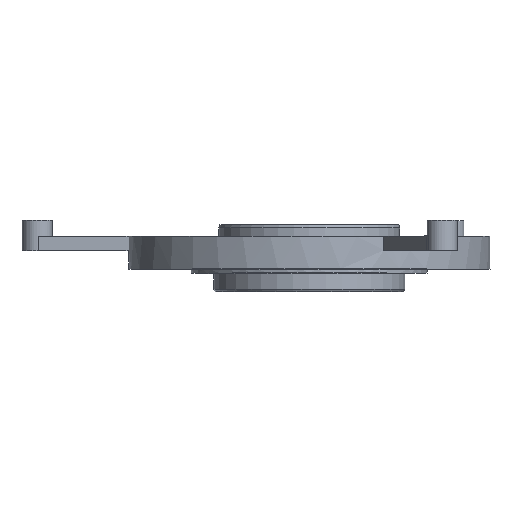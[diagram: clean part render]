
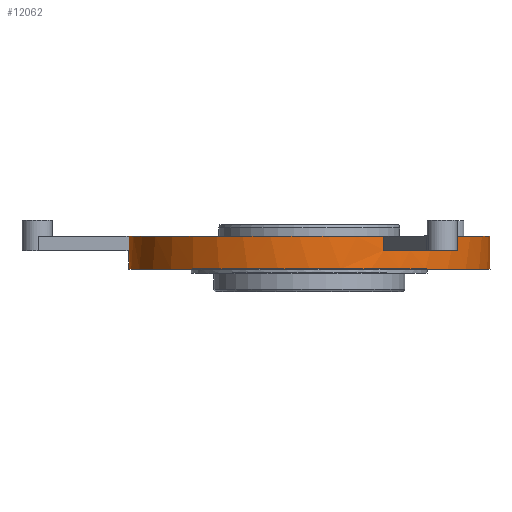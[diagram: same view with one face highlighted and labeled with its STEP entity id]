
A CAD part, top view. The second image highlights one B-rep face of the part: STEP entity #12062.
In plain terms, the highlighted cylindrical face has radius 60 mm (diameter 120 mm), a full revolution.
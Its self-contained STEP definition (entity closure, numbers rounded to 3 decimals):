
#499=CIRCLE('',#12747,60.);
#500=CIRCLE('',#12748,60.);
#501=CIRCLE('',#12749,60.);
#502=CIRCLE('',#12750,60.);
#503=CIRCLE('',#12751,60.);
#504=CIRCLE('',#12752,60.);
#505=CIRCLE('',#12753,60.);
#506=CIRCLE('',#12754,60.);
#1517=CYLINDRICAL_SURFACE('',#12746,60.);
#1998=FACE_OUTER_BOUND('',#2665,.T.);
#2665=EDGE_LOOP('',(#8040,#8041,#8042,#8043,#8044,#8045,#8046,#8047,#8048,
#8049,#8050,#8051,#8052,#8053,#8054,#8055));
#3358=LINE('',#18035,#4035);
#3361=LINE('',#18043,#4038);
#3362=LINE('',#18047,#4039);
#3363=LINE('',#18051,#4040);
#3364=LINE('',#18055,#4041);
#3365=LINE('',#18060,#4042);
#3366=LINE('',#18064,#4043);
#4035=VECTOR('',#14285,10.);
#4038=VECTOR('',#14292,10.);
#4039=VECTOR('',#14295,10.);
#4040=VECTOR('',#14298,10.);
#4041=VECTOR('',#14301,35.);
#4042=VECTOR('',#14306,10.);
#4043=VECTOR('',#14309,10.);
#4711=VERTEX_POINT('',#18031);
#4713=VERTEX_POINT('',#18034);
#4715=VERTEX_POINT('',#18040);
#4716=VERTEX_POINT('',#18042);
#4717=VERTEX_POINT('',#18044);
#4718=VERTEX_POINT('',#18046);
#4719=VERTEX_POINT('',#18048);
#4720=VERTEX_POINT('',#18050);
#4721=VERTEX_POINT('',#18052);
#4722=VERTEX_POINT('',#18054);
#4723=VERTEX_POINT('',#18057);
#4724=VERTEX_POINT('',#18059);
#4725=VERTEX_POINT('',#18061);
#4726=VERTEX_POINT('',#18063);
#6042=EDGE_CURVE('',#4713,#4711,#3358,.T.);
#6045=EDGE_CURVE('',#4711,#4715,#499,.T.);
#6046=EDGE_CURVE('',#4715,#4716,#3361,.T.);
#6047=EDGE_CURVE('',#4717,#4716,#500,.F.);
#6048=EDGE_CURVE('',#4717,#4718,#3362,.T.);
#6049=EDGE_CURVE('',#4718,#4719,#501,.T.);
#6050=EDGE_CURVE('',#4719,#4720,#3363,.T.);
#6051=EDGE_CURVE('',#4721,#4720,#502,.F.);
#6052=EDGE_CURVE('',#4721,#4722,#3364,.T.);
#6053=EDGE_CURVE('',#4722,#4722,#503,.T.);
#6054=EDGE_CURVE('',#4723,#4721,#504,.F.);
#6055=EDGE_CURVE('',#4724,#4723,#3365,.T.);
#6056=EDGE_CURVE('',#4724,#4725,#505,.T.);
#6057=EDGE_CURVE('',#4726,#4725,#3366,.T.);
#6058=EDGE_CURVE('',#4713,#4726,#506,.F.);
#8040=ORIENTED_EDGE('',*,*,#6042,.T.);
#8041=ORIENTED_EDGE('',*,*,#6045,.T.);
#8042=ORIENTED_EDGE('',*,*,#6046,.T.);
#8043=ORIENTED_EDGE('',*,*,#6047,.F.);
#8044=ORIENTED_EDGE('',*,*,#6048,.T.);
#8045=ORIENTED_EDGE('',*,*,#6049,.T.);
#8046=ORIENTED_EDGE('',*,*,#6050,.T.);
#8047=ORIENTED_EDGE('',*,*,#6051,.F.);
#8048=ORIENTED_EDGE('',*,*,#6052,.T.);
#8049=ORIENTED_EDGE('',*,*,#6053,.F.);
#8050=ORIENTED_EDGE('',*,*,#6052,.F.);
#8051=ORIENTED_EDGE('',*,*,#6054,.F.);
#8052=ORIENTED_EDGE('',*,*,#6055,.F.);
#8053=ORIENTED_EDGE('',*,*,#6056,.T.);
#8054=ORIENTED_EDGE('',*,*,#6057,.F.);
#8055=ORIENTED_EDGE('',*,*,#6058,.F.);
#12062=ADVANCED_FACE('',(#1998),#1517,.T.);
#12746=AXIS2_PLACEMENT_3D('',#18039,#14288,#14289);
#12747=AXIS2_PLACEMENT_3D('',#18041,#14290,#14291);
#12748=AXIS2_PLACEMENT_3D('',#18045,#14293,#14294);
#12749=AXIS2_PLACEMENT_3D('',#18049,#14296,#14297);
#12750=AXIS2_PLACEMENT_3D('',#18053,#14299,#14300);
#12751=AXIS2_PLACEMENT_3D('',#18056,#14302,#14303);
#12752=AXIS2_PLACEMENT_3D('',#18058,#14304,#14305);
#12753=AXIS2_PLACEMENT_3D('',#18062,#14307,#14308);
#12754=AXIS2_PLACEMENT_3D('',#18065,#14310,#14311);
#14285=DIRECTION('',(0.,-1.,0.));
#14288=DIRECTION('center_axis',(0.,1.,0.));
#14289=DIRECTION('ref_axis',(0.,0.,1.));
#14290=DIRECTION('center_axis',(0.,-1.,0.));
#14291=DIRECTION('ref_axis',(0.,0.,1.));
#14292=DIRECTION('',(0.,1.,0.));
#14293=DIRECTION('center_axis',(0.,-1.,0.));
#14294=DIRECTION('ref_axis',(0.,0.,1.));
#14295=DIRECTION('',(0.,-1.,0.));
#14296=DIRECTION('center_axis',(0.,-1.,0.));
#14297=DIRECTION('ref_axis',(0.,0.,1.));
#14298=DIRECTION('',(0.,1.,0.));
#14299=DIRECTION('center_axis',(0.,-1.,0.));
#14300=DIRECTION('ref_axis',(0.,0.,1.));
#14301=DIRECTION('',(0.,-1.,0.));
#14302=DIRECTION('center_axis',(0.,-1.,0.));
#14303=DIRECTION('ref_axis',(0.,0.,1.));
#14304=DIRECTION('center_axis',(0.,-1.,0.));
#14305=DIRECTION('ref_axis',(0.,0.,1.));
#14306=DIRECTION('',(0.,1.,0.));
#14307=DIRECTION('center_axis',(0.,-1.,0.));
#14308=DIRECTION('ref_axis',(0.,0.,1.));
#14309=DIRECTION('',(0.,-1.,0.));
#14310=DIRECTION('center_axis',(0.,-1.,0.));
#14311=DIRECTION('ref_axis',(0.,0.,1.));
#18031=CARTESIAN_POINT('',(33.525,3.7,49.76));
#18034=CARTESIAN_POINT('',(33.525,8.4,49.76));
#18035=CARTESIAN_POINT('',(33.525,-4.,49.76));
#18039=CARTESIAN_POINT('Origin',(0.,-4.,0.));
#18040=CARTESIAN_POINT('',(24.795,3.7,54.637));
#18041=CARTESIAN_POINT('Origin',(0.,3.7,0.));
#18042=CARTESIAN_POINT('',(24.795,8.4,54.637));
#18043=CARTESIAN_POINT('',(24.795,-4.,54.637));
#18044=CARTESIAN_POINT('',(-59.856,8.4,4.154));
#18045=CARTESIAN_POINT('Origin',(0.,8.4,0.));
#18046=CARTESIAN_POINT('',(-59.856,3.7,4.154));
#18047=CARTESIAN_POINT('',(-59.856,-4.,4.154));
#18048=CARTESIAN_POINT('',(-59.715,3.7,-5.845));
#18049=CARTESIAN_POINT('Origin',(0.,3.7,0.));
#18050=CARTESIAN_POINT('',(-59.715,8.4,-5.845));
#18051=CARTESIAN_POINT('',(-59.715,-4.,-5.845));
#18052=CARTESIAN_POINT('',(0.,8.4,-60.));
#18053=CARTESIAN_POINT('Origin',(0.,8.4,0.));
#18054=CARTESIAN_POINT('',(0.,-2.5,-60.));
#18055=CARTESIAN_POINT('',(0.,-4.,-60.));
#18056=CARTESIAN_POINT('Origin',(0.,-2.5,0.));
#18057=CARTESIAN_POINT('',(22.438,8.4,-55.646));
#18058=CARTESIAN_POINT('Origin',(0.,8.4,0.));
#18059=CARTESIAN_POINT('',(22.438,3.7,-55.646));
#18060=CARTESIAN_POINT('',(22.438,-4.,-55.646));
#18061=CARTESIAN_POINT('',(38.294,3.7,-46.19));
#18062=CARTESIAN_POINT('Origin',(0.,3.7,0.));
#18063=CARTESIAN_POINT('',(38.294,8.4,-46.19));
#18064=CARTESIAN_POINT('',(38.294,-4.,-46.19));
#18065=CARTESIAN_POINT('Origin',(0.,8.4,0.));
